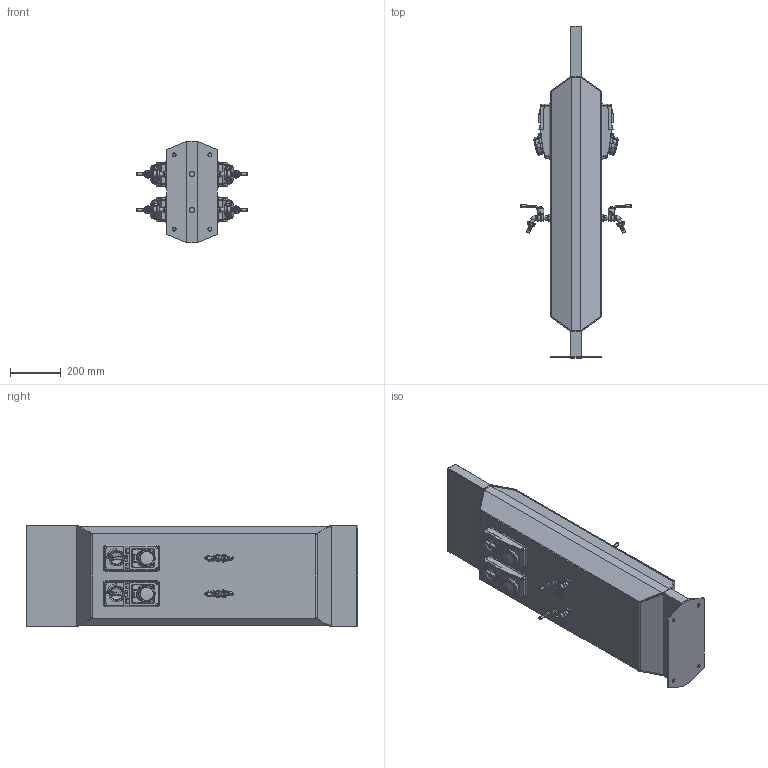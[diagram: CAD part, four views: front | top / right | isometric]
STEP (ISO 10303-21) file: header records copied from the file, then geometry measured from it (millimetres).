
FILE_DESCRIPTION (( 'STEP AP203' ), '1' );
FILE_NAME ('stebricek_002.STEP', '2016-02-18T14:17:19', ( 'David' ), ( 'HP' ), 'SwSTEP 2.0', 'SolidWorks 2015', '' );
FILE_SCHEMA (( 'CONFIG_CONTROL_DESIGN' ));
Length unit declared in the file: millimetre
Products named in the file (5): stebricek_002^Assem2; 001_vticnica_elektrika; 002_pipa; cevi; stebricek_002
Assembly tree (13 placements, depth 2):
  stebricek_002
    stebricek_002^Assem2
    001_vticnica_elektrika  x4
    002_pipa  x4
    cevi  x4
Bounding box: 437.32 x 1305 x 400 mm (x, y, z)
Volume: 5365022.3 mm3; surface area: 3856100.4 mm2
Topology: 32 solids, 40 shells, 4504 faces, 10756 edges, 6260 vertices
Faces by surface type: cylinder 1380, plane 1100, bspline 992, torus 716, sphere 216, cone 100
Entity records: 48476 total; most frequent: CARTESIAN_POINT 22076, ORIENTED_EDGE 5616, DIRECTION 5096, EDGE_CURVE 2824, AXIS2_PLACEMENT_3D 2080, VERTEX_POINT 1688, EDGE_LOOP 1242, ADVANCED_FACE 1192
